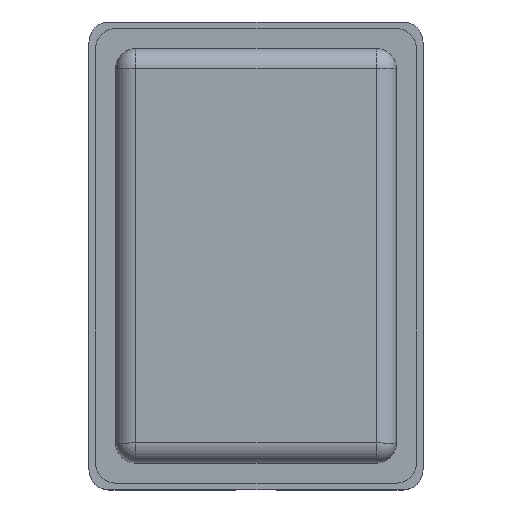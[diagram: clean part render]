
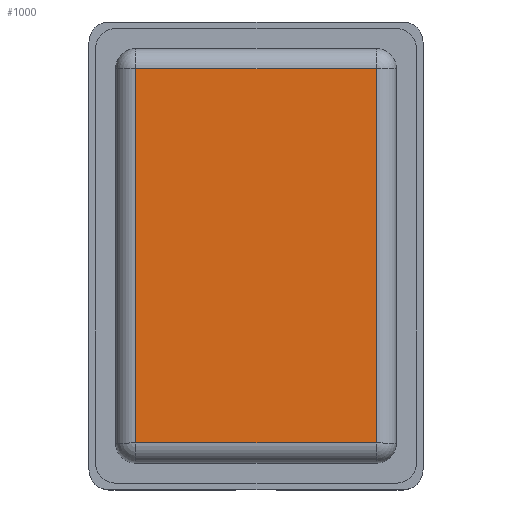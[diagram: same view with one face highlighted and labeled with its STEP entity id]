
A CAD part, top view. The second image highlights one B-rep face of the part: STEP entity #1000.
In plain terms, the highlighted planar face has unit normal (0, 0, 1).
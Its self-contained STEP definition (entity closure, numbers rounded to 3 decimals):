
#663=CARTESIAN_POINT('',(-1.8,-2.8,1.85));
#664=VERTEX_POINT('',#663);
#672=CARTESIAN_POINT('',(-1.8,2.8,1.85));
#673=VERTEX_POINT('',#672);
#674=CARTESIAN_POINT('',(-1.8,-2.8,1.85));
#675=DIRECTION('',(0.0,1.0,0.0));
#676=VECTOR('',#675,5.6);
#677=LINE('',#674,#676);
#678=EDGE_CURVE('',#664,#673,#677,.T.);
#712=CARTESIAN_POINT('',(1.8,2.8,1.85));
#713=VERTEX_POINT('',#712);
#714=CARTESIAN_POINT('',(-1.8,2.8,1.85));
#715=DIRECTION('',(1.0,0.0,0.0));
#716=VECTOR('',#715,3.6);
#717=LINE('',#714,#716);
#718=EDGE_CURVE('',#673,#713,#717,.T.);
#752=CARTESIAN_POINT('',(1.8,-2.8,1.85));
#753=VERTEX_POINT('',#752);
#754=CARTESIAN_POINT('',(1.8,2.8,1.85));
#755=DIRECTION('',(0.0,-1.0,0.0));
#756=VECTOR('',#755,5.6);
#757=LINE('',#754,#756);
#758=EDGE_CURVE('',#713,#753,#757,.T.);
#809=CARTESIAN_POINT('',(1.8,-2.8,1.85));
#810=DIRECTION('',(-1.0,0.0,0.0));
#811=VECTOR('',#810,3.6);
#812=LINE('',#809,#811);
#813=EDGE_CURVE('',#753,#664,#812,.T.);
#989=CARTESIAN_POINT('',(0.,0.,1.85));
#990=DIRECTION('',(0.0,0.0,1.0));
#991=DIRECTION('',(0.0,1.0,0.0));
#992=AXIS2_PLACEMENT_3D('',#989,#990,#991);
#993=PLANE('',#992);
#994=ORIENTED_EDGE('',*,*,#678,.F.);
#995=ORIENTED_EDGE('',*,*,#813,.F.);
#996=ORIENTED_EDGE('',*,*,#758,.F.);
#997=ORIENTED_EDGE('',*,*,#718,.F.);
#998=EDGE_LOOP('',(#994,#995,#996,#997));
#999=FACE_OUTER_BOUND('',#998,.T.);
#1000=ADVANCED_FACE('',(#999),#993,.T.);
